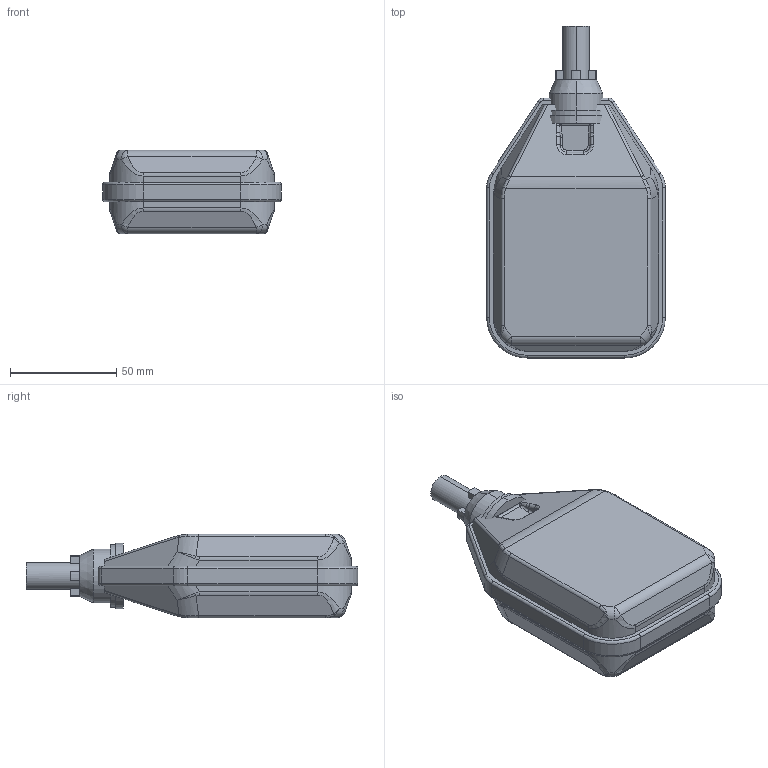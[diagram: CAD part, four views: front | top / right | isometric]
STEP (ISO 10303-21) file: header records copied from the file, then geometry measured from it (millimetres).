
FILE_DESCRIPTION (( 'STEP AP214' ), '1' );
FILE_NAME ('FLS-HT-100.STEP', '2014-01-31T18:35:27', ( '' ), ( '' ), 'SwSTEP 2.0', 'SolidWorks 2013', '' );
FILE_SCHEMA (( 'AUTOMOTIVE_DESIGN' ));
Length unit declared in the file: inch
Products named in the file (1): FLS-HT-100
Bounding box: 84.02 x 156.21 x 39.37 mm (x, y, z)
Volume: 308016.2 mm3; surface area: 34520.6 mm2
Topology: 4 solids, 4 shells, 228 faces, 539 edges, 316 vertices
Faces by surface type: cylinder 79, bspline 64, plane 59, torus 20, sphere 4, cone 2
Entity records: 7714 total; most frequent: CARTESIAN_POINT 2944, ORIENTED_EDGE 1062, DIRECTION 897, EDGE_CURVE 531, AXIS2_PLACEMENT_3D 349, VERTEX_POINT 316, EDGE_LOOP 233, FACE_OUTER_BOUND 228
